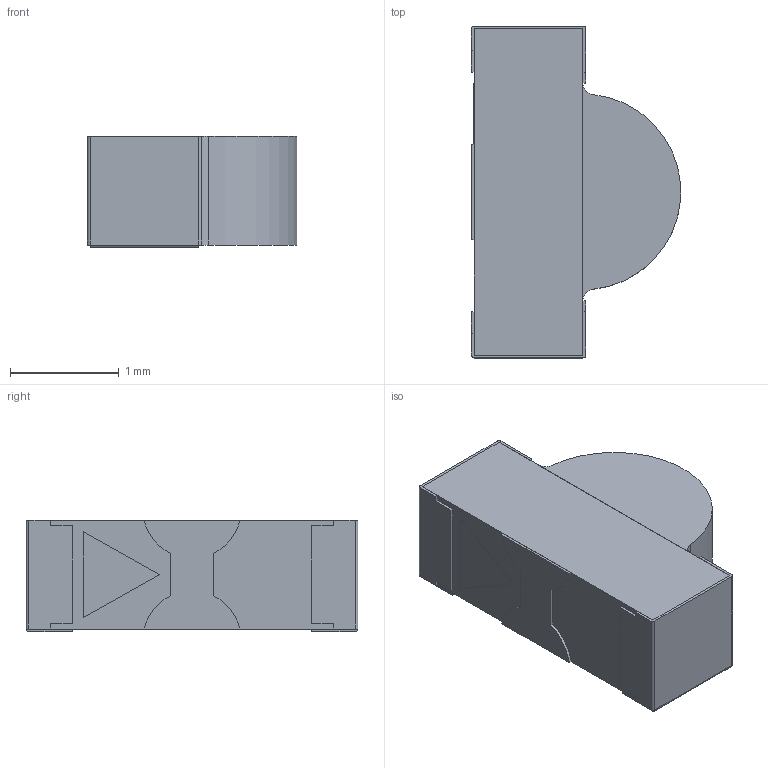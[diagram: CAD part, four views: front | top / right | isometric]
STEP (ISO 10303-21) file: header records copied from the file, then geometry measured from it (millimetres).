
FILE_DESCRIPTION(('FreeCAD Model'),'2;1');
FILE_NAME('PhotoTransistor_PT12_21B_TR8_v010_cp.step','2022-03-20T21:07:04',( 'kicad StepUp'),('ksu MCAD'),'Open CASCADE STEP processor 7.4', 'FreeCAD','Unknown');
FILE_SCHEMA(('AUTOMOTIVE_DESIGN { 1 0 10303 214 1 1 1 1 }'));
Length unit declared in the file: millimetre
Products named in the file (1): PhotoTransistor_PT12_21B_TR8_v010_cp
Bounding box: 1.92 x 3.05 x 1.02 mm (x, y, z)
Volume: 4.4 mm3; surface area: 33.3 mm2
Topology: 7 solids, 7 shells, 92 faces, 217 edges, 136 vertices
Faces by surface type: plane 79, cylinder 13
Entity records: 3299 total; most frequent: CARTESIAN_POINT 446, ORIENTED_EDGE 434, DIRECTION 429, EDGE_CURVE 217, LINE 191, VECTOR 191, VERTEX_POINT 136, AXIS2_PLACEMENT_3D 119
